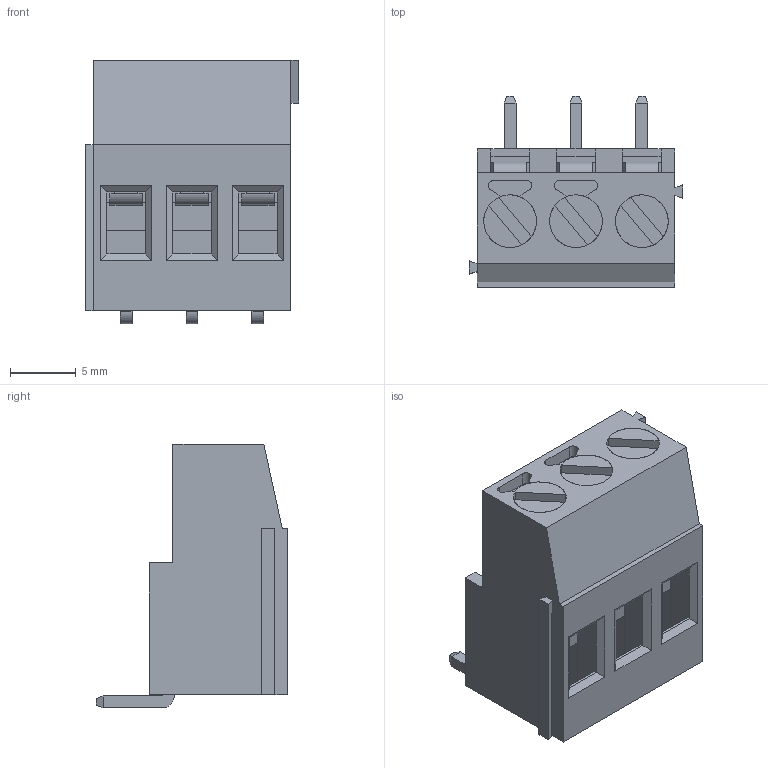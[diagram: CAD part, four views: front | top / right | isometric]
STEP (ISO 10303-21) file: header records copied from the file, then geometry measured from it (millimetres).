
FILE_DESCRIPTION( ( 'Unknown' ), '1' );
FILE_NAME( '691215700003.stp', 'Unknown', ( 'Quentin LAIDEBEUR' ), ( 'WE' ), 'PSStep 15.0.49', 'Sample-box', ' ' );
FILE_SCHEMA( ( 'AUTOMOTIVE_DESIGN { 1 0 10303 214 1 1 1 1 }' ) );
Length unit declared in the file: millimetre
Products named in the file (5): Assem1; 691215700003; 6912157000xx_MASS; 6912157000xx_VIS; 6912157000xx_PIN
Assembly tree (10 placements, depth 2):
  Assem1
    691215700003
    6912157000xx_MASS  x3
    6912157000xx_VIS  x3
    6912157000xx_PIN  x3
Bounding box: 16.2 x 14.5 x 20 mm (x, y, z)
Volume: 1685.1 mm3; surface area: 4113.7 mm2
Topology: 10 solids, 10 shells, 322 faces, 862 edges, 562 vertices
Faces by surface type: plane 277, cylinder 45
Full cylindrical faces by diameter (mm): 1 x2, 1.5 x2, 2.4 x9, 4 x6
Entity records: 8523 total; most frequent: CARTESIAN_POINT 1188, ORIENTED_EDGE 1156, DIRECTION 1087, EDGE_CURVE 578, LINE 519, VECTOR 519, VERTEX_POINT 385, AXIS2_PLACEMENT_3D 284
